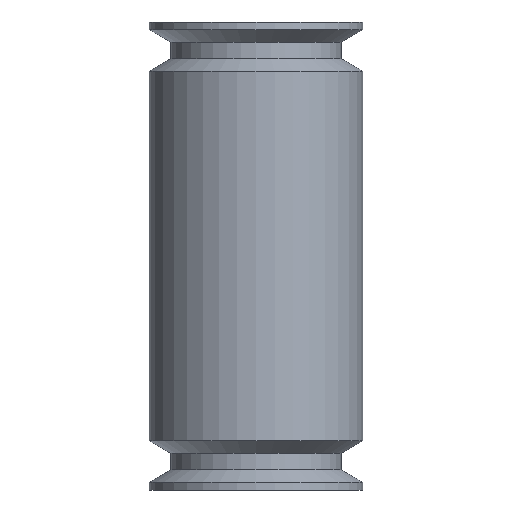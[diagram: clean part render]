
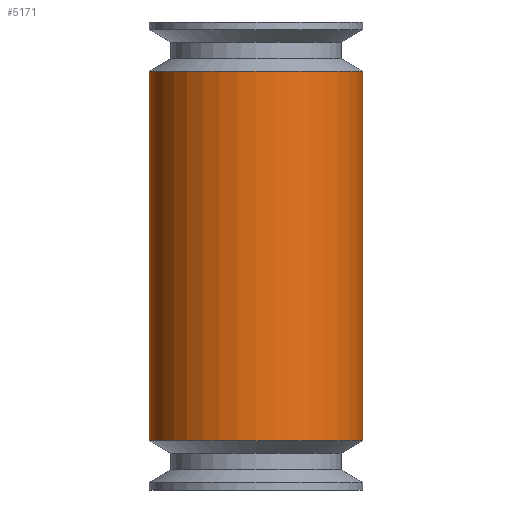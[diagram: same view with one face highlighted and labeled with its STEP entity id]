
A CAD part, front view. The second image highlights one B-rep face of the part: STEP entity #5171.
In plain terms, the highlighted cylindrical face has radius 32 mm (diameter 64 mm), a full revolution.
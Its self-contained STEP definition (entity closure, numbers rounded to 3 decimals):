
#2726=CYLINDRICAL_SURFACE('',#14674,32.);
#2895=B_SPLINE_CURVE_WITH_KNOTS('',3,(#18586,#18587,#18588,#18589),
 .UNSPECIFIED.,.F.,.F.,(4,4),(0.,1.),.UNSPECIFIED.);
#2896=B_SPLINE_CURVE_WITH_KNOTS('',3,(#18591,#18592,#18593,#18594,#18595,
#18596),.UNSPECIFIED.,.F.,.F.,(4,2,4),(0.,0.5,1.),.UNSPECIFIED.);
#2897=B_SPLINE_CURVE_WITH_KNOTS('',3,(#18598,#18599,#18600,#18601),
 .UNSPECIFIED.,.F.,.F.,(4,4),(0.,1.),.UNSPECIFIED.);
#2898=B_SPLINE_CURVE_WITH_KNOTS('',3,(#18602,#18603,#18604,#18605),
 .UNSPECIFIED.,.F.,.F.,(4,4),(0.,1.),.UNSPECIFIED.);
#2899=B_SPLINE_CURVE_WITH_KNOTS('',3,(#18607,#18608,#18609,#18610,#18611,
#18612),.UNSPECIFIED.,.F.,.F.,(4,2,4),(0.,0.5,1.),.UNSPECIFIED.);
#2900=B_SPLINE_CURVE_WITH_KNOTS('',3,(#18614,#18615,#18616,#18617),
 .UNSPECIFIED.,.F.,.F.,(4,4),(0.,1.),.UNSPECIFIED.);
#3790=LINE('',#18573,#4408);
#3791=LINE('',#18578,#4409);
#4408=VECTOR('',#15737,1.);
#4409=VECTOR('',#15740,1.);
#5171=ADVANCED_FACE('',(#6209,#6210,#6211),#2726,.T.);
#6209=FACE_BOUND('',#6454,.T.);
#6210=FACE_BOUND('',#6455,.T.);
#6211=FACE_BOUND('',#6456,.T.);
#6454=EDGE_LOOP('',(#7374));
#6455=EDGE_LOOP('',(#7375));
#6456=EDGE_LOOP('',(#7376,#7377,#7378,#7379,#7380,#7381,#7382,#7383));
#7374=ORIENTED_EDGE('',*,*,#12362,.T.);
#7375=ORIENTED_EDGE('',*,*,#12363,.T.);
#7376=ORIENTED_EDGE('',*,*,#12360,.T.);
#7377=ORIENTED_EDGE('',*,*,#12364,.T.);
#7378=ORIENTED_EDGE('',*,*,#12365,.T.);
#7379=ORIENTED_EDGE('',*,*,#12366,.T.);
#7380=ORIENTED_EDGE('',*,*,#12358,.T.);
#7381=ORIENTED_EDGE('',*,*,#12367,.T.);
#7382=ORIENTED_EDGE('',*,*,#12368,.T.);
#7383=ORIENTED_EDGE('',*,*,#12369,.T.);
#11106=VERTEX_POINT('',#18574);
#11107=VERTEX_POINT('',#18575);
#11108=VERTEX_POINT('',#18577);
#11109=VERTEX_POINT('',#18579);
#11110=VERTEX_POINT('',#18583);
#11111=VERTEX_POINT('',#18585);
#11112=VERTEX_POINT('',#18590);
#11113=VERTEX_POINT('',#18597);
#11114=VERTEX_POINT('',#18606);
#11115=VERTEX_POINT('',#18613);
#12358=EDGE_CURVE('',#11106,#11107,#3790,.T.);
#12360=EDGE_CURVE('',#11109,#11108,#3791,.T.);
#12362=EDGE_CURVE('',#11110,#11110,#14226,.T.);
#12363=EDGE_CURVE('',#11111,#11111,#14227,.T.);
#12364=EDGE_CURVE('',#11108,#11112,#2895,.T.);
#12365=EDGE_CURVE('',#11112,#11113,#2896,.T.);
#12366=EDGE_CURVE('',#11113,#11106,#2897,.T.);
#12367=EDGE_CURVE('',#11107,#11114,#2898,.T.);
#12368=EDGE_CURVE('',#11114,#11115,#2899,.T.);
#12369=EDGE_CURVE('',#11115,#11109,#2900,.T.);
#14226=CIRCLE('',#14672,32.);
#14227=CIRCLE('',#14673,32.);
#14672=AXIS2_PLACEMENT_3D('',#18582,#15745,#15746);
#14673=AXIS2_PLACEMENT_3D('',#18584,#15747,#15748);
#14674=AXIS2_PLACEMENT_3D('',#18618,#15749,#15750);
#15737=DIRECTION('',(0.,0.,-1.));
#15740=DIRECTION('',(0.,0.,1.));
#15745=DIRECTION('',(0.,0.,1.));
#15746=DIRECTION('',(1.,0.,0.));
#15747=DIRECTION('',(0.,0.,-1.));
#15748=DIRECTION('',(1.,0.,0.));
#15749=DIRECTION('',(0.,0.,1.));
#15750=DIRECTION('',(-1.,0.,0.));
#18573=CARTESIAN_POINT('',(-7.937,31.,-132.));
#18574=CARTESIAN_POINT('',(-7.937,31.,-9.986));
#18575=CARTESIAN_POINT('',(-7.937,31.,-28.014));
#18577=CARTESIAN_POINT('',(7.937,31.,-10.014));
#18578=CARTESIAN_POINT('',(7.937,31.,-132.));
#18579=CARTESIAN_POINT('',(7.937,31.,-27.986));
#18582=CARTESIAN_POINT('',(0.,0.,-57.247));
#18583=CARTESIAN_POINT('',(32.,0.,-57.247));
#18584=CARTESIAN_POINT('',(0.,0.,53.247));
#18585=CARTESIAN_POINT('',(32.,0.,53.247));
#18586=CARTESIAN_POINT('',(7.937,31.,-10.014));
#18587=CARTESIAN_POINT('',(7.266,31.172,-9.191));
#18588=CARTESIAN_POINT('',(6.504,31.344,-8.465));
#18589=CARTESIAN_POINT('',(5.635,31.5,-7.85));
#18590=CARTESIAN_POINT('',(5.635,31.5,-7.85));
#18591=CARTESIAN_POINT('',(5.635,31.5,-7.85));
#18592=CARTESIAN_POINT('',(3.895,31.811,-6.968));
#18593=CARTESIAN_POINT('',(1.951,32.,-6.503));
#18594=CARTESIAN_POINT('',(-1.943,32.,-6.497));
#18595=CARTESIAN_POINT('',(-3.893,31.812,-6.957));
#18596=CARTESIAN_POINT('',(-5.635,31.5,-7.834));
#18597=CARTESIAN_POINT('',(-5.635,31.5,-7.834));
#18598=CARTESIAN_POINT('',(-5.635,31.5,-7.834));
#18599=CARTESIAN_POINT('',(-6.504,31.345,-8.446));
#18600=CARTESIAN_POINT('',(-7.266,31.172,-9.167));
#18601=CARTESIAN_POINT('',(-7.937,31.,-9.986));
#18602=CARTESIAN_POINT('',(-7.937,31.,-28.014));
#18603=CARTESIAN_POINT('',(-7.266,31.172,-28.833));
#18604=CARTESIAN_POINT('',(-6.504,31.345,-29.554));
#18605=CARTESIAN_POINT('',(-5.635,31.5,-30.166));
#18606=CARTESIAN_POINT('',(-5.635,31.5,-30.166));
#18607=CARTESIAN_POINT('',(-5.635,31.5,-30.166));
#18608=CARTESIAN_POINT('',(-3.893,31.812,-31.042));
#18609=CARTESIAN_POINT('',(-1.947,32.,-31.502));
#18610=CARTESIAN_POINT('',(1.947,32.,-31.498));
#18611=CARTESIAN_POINT('',(3.895,31.811,-31.032));
#18612=CARTESIAN_POINT('',(5.635,31.5,-30.15));
#18613=CARTESIAN_POINT('',(5.635,31.5,-30.15));
#18614=CARTESIAN_POINT('',(5.635,31.5,-30.15));
#18615=CARTESIAN_POINT('',(6.504,31.344,-29.535));
#18616=CARTESIAN_POINT('',(7.266,31.172,-28.809));
#18617=CARTESIAN_POINT('',(7.937,31.,-27.986));
#18618=CARTESIAN_POINT('',(0.,0.,-132.));
